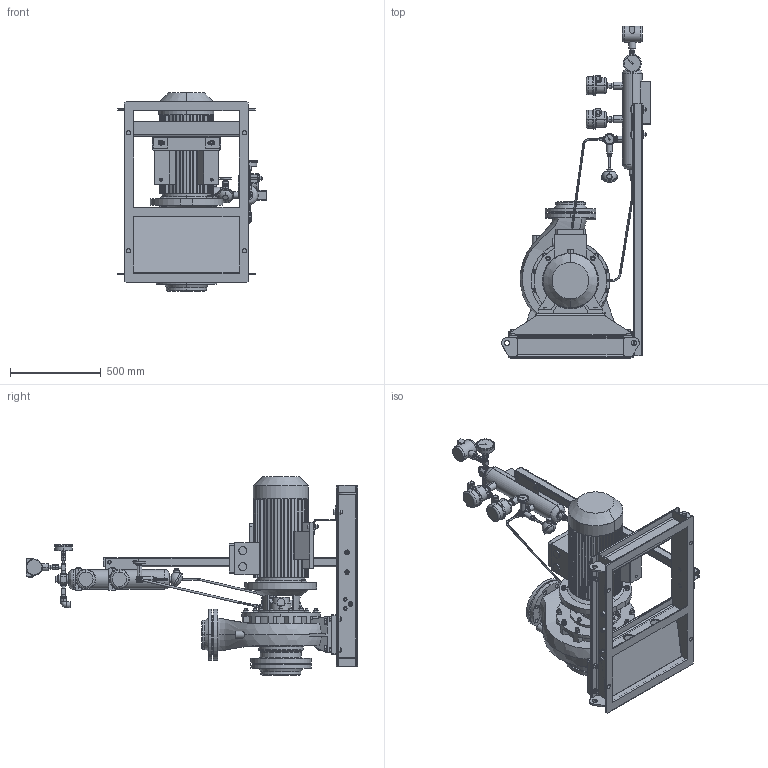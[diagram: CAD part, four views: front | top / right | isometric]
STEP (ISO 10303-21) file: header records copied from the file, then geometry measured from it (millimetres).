
FILE_DESCRIPTION (( 'STEP AP203' ), '1' );
FILE_NAME ('221-128-55Ò-ÐÑ2-51-02.step', '2023-07-26T17:50:21', ( 'adb' ), ( '' ), 'SwSTEP 2.0', 'SolidWorks 2016', '' );
FILE_SCHEMA (( 'CONFIG_CONTROL_DESIGN' ));
Products named in the file (1): 221-128-55Ò-ÐÑ2-51-02
Bounding box: 820.8 x 1830.5 x 1094 mm (x, y, z)
Volume: 94409182.3 mm3; surface area: 8346154 mm2
Topology: 30 solids, 56 shells, 3538 faces, 8956 edges, 5761 vertices
Faces by surface type: plane 1811, cylinder 1288, cone 324, torus 65, bspline 40, sphere 10
Entity records: 124107 total; most frequent: CARTESIAN_POINT 37916, DIRECTION 18163, ORIENTED_EDGE 17880, EDGE_CURVE 8940, AXIS2_PLACEMENT_3D 6897, VERTEX_POINT 5755, LINE 4369, VECTOR 4369
